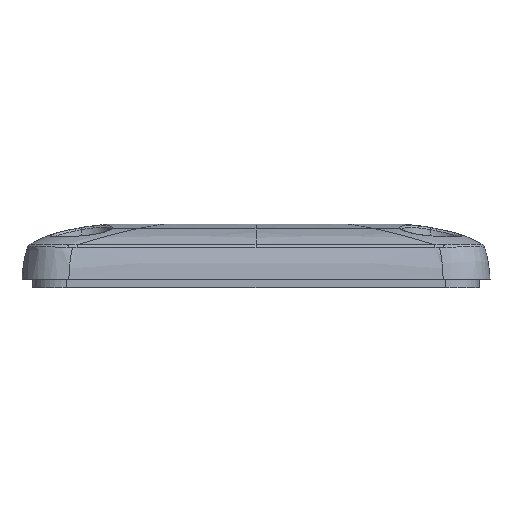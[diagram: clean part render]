
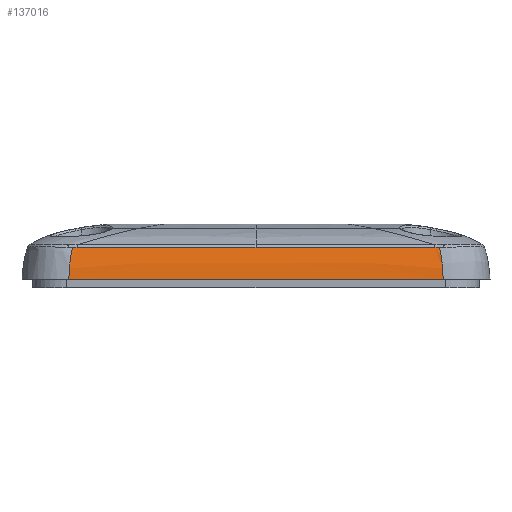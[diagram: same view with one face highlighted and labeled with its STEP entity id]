
A CAD part, left-side view. The second image highlights one B-rep face of the part: STEP entity #137016.
In plain terms, the highlighted free-form (B-spline) face has degree [5, 2] with [6, 3] control points.
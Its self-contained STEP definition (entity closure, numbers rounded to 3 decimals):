
#120308=CARTESIAN_POINT('Vertex',(-55.,-44.,-1.)) ;
#120311=CARTESIAN_POINT('Line Origine',(-55.,0.,-1.)) ;
#120315=CARTESIAN_POINT('Vertex',(-55.,44.,-1.)) ;
#121270=CARTESIAN_POINT('Vertex',(-53.695,-43.156,6.609)) ;
#121276=CARTESIAN_POINT('Control Point',(-55.,-44.,-1.)) ;
#121277=CARTESIAN_POINT('Control Point',(-54.909,-43.936,1.609)) ;
#121278=CARTESIAN_POINT('Control Point',(-54.472,-43.654,4.161)) ;
#121279=CARTESIAN_POINT('Control Point',(-53.695,-43.156,6.609)) ;
#121635=CARTESIAN_POINT('Control Point',(-55.,44.,-1.)) ;
#121636=CARTESIAN_POINT('Control Point',(-54.909,43.936,1.609)) ;
#121637=CARTESIAN_POINT('Control Point',(-54.471,43.653,4.161)) ;
#121638=CARTESIAN_POINT('Control Point',(-53.695,43.156,6.609)) ;
#121639=CARTESIAN_POINT('Vertex',(-53.695,43.156,6.609)) ;
#123360=CARTESIAN_POINT('Vertex',(-53.693,42.071,6.614)) ;
#123385=CARTESIAN_POINT('Control Point',(-53.693,42.071,6.613)) ;
#123386=CARTESIAN_POINT('Control Point',(-53.693,42.293,6.614)) ;
#123387=CARTESIAN_POINT('Control Point',(-53.693,42.511,6.614)) ;
#123388=CARTESIAN_POINT('Control Point',(-53.693,42.726,6.613)) ;
#123389=CARTESIAN_POINT('Control Point',(-53.694,42.941,6.612)) ;
#123390=CARTESIAN_POINT('Control Point',(-53.695,43.156,6.609)) ;
#124631=CARTESIAN_POINT('Vertex',(-53.695,0.,6.602)) ;
#124648=CARTESIAN_POINT('Control Point',(-53.693,42.071,6.614)) ;
#124649=CARTESIAN_POINT('Control Point',(-53.693,41.079,6.613)) ;
#124650=CARTESIAN_POINT('Control Point',(-53.693,40.088,6.613)) ;
#124651=CARTESIAN_POINT('Control Point',(-53.693,39.096,6.612)) ;
#124652=CARTESIAN_POINT('Control Point',(-53.694,30.679,6.608)) ;
#124653=CARTESIAN_POINT('Control Point',(-53.694,22.263,6.605)) ;
#124654=CARTESIAN_POINT('Control Point',(-53.695,14.846,6.603)) ;
#124655=CARTESIAN_POINT('Control Point',(-53.695,7.423,6.602)) ;
#124656=CARTESIAN_POINT('Control Point',(-53.695,0.,6.602)) ;
#127375=CARTESIAN_POINT('Vertex',(-53.693,-42.071,6.613)) ;
#127379=CARTESIAN_POINT('Control Point',(-53.693,-42.071,6.614)) ;
#127380=CARTESIAN_POINT('Control Point',(-53.694,-33.818,6.609)) ;
#127381=CARTESIAN_POINT('Control Point',(-53.694,-25.567,6.606)) ;
#127382=CARTESIAN_POINT('Control Point',(-53.695,-17.335,6.603)) ;
#127383=CARTESIAN_POINT('Control Point',(-53.695,-8.919,6.602)) ;
#127384=CARTESIAN_POINT('Control Point',(-53.695,-0.502,6.602)) ;
#127385=CARTESIAN_POINT('Control Point',(-53.695,-0.335,6.602)) ;
#127386=CARTESIAN_POINT('Control Point',(-53.695,-0.167,6.602)) ;
#127387=CARTESIAN_POINT('Control Point',(-53.695,0.,6.602)) ;
#136790=CARTESIAN_POINT('Control Point',(-53.693,-42.071,6.613)) ;
#136791=CARTESIAN_POINT('Control Point',(-53.693,-42.088,6.613)) ;
#136792=CARTESIAN_POINT('Control Point',(-53.693,-42.106,6.613)) ;
#136793=CARTESIAN_POINT('Control Point',(-53.693,-42.123,6.613)) ;
#136794=CARTESIAN_POINT('Control Point',(-53.693,-42.344,6.614)) ;
#136795=CARTESIAN_POINT('Control Point',(-53.693,-42.562,6.614)) ;
#136796=CARTESIAN_POINT('Control Point',(-53.693,-42.76,6.613)) ;
#136797=CARTESIAN_POINT('Control Point',(-53.694,-42.958,6.612)) ;
#136798=CARTESIAN_POINT('Control Point',(-53.695,-43.156,6.609)) ;
#136989=CARTESIAN_POINT('Control Point',(-55.,55.,-1.)) ;
#136990=CARTESIAN_POINT('Control Point',(-54.851,54.851,3.274)) ;
#136991=CARTESIAN_POINT('Control Point',(-53.5,53.5,7.2)) ;
#136992=CARTESIAN_POINT('Control Point',(-55.,33.,-1.)) ;
#136993=CARTESIAN_POINT('Control Point',(-54.853,32.907,3.205)) ;
#136994=CARTESIAN_POINT('Control Point',(-53.5,32.1,7.2)) ;
#136995=CARTESIAN_POINT('Control Point',(-55.,11.,-1.)) ;
#136996=CARTESIAN_POINT('Control Point',(-54.854,10.968,3.171)) ;
#136997=CARTESIAN_POINT('Control Point',(-53.5,10.7,7.2)) ;
#136998=CARTESIAN_POINT('Control Point',(-55.,-11.,-1.)) ;
#136999=CARTESIAN_POINT('Control Point',(-54.854,-10.968,3.171)) ;
#137000=CARTESIAN_POINT('Control Point',(-53.5,-10.7,7.2)) ;
#137001=CARTESIAN_POINT('Control Point',(-55.,-33.,-1.)) ;
#137002=CARTESIAN_POINT('Control Point',(-54.853,-32.907,3.205)) ;
#137003=CARTESIAN_POINT('Control Point',(-53.5,-32.1,7.2)) ;
#137004=CARTESIAN_POINT('Control Point',(-55.,-55.,-1.)) ;
#137005=CARTESIAN_POINT('Control Point',(-54.851,-54.851,3.274)) ;
#137006=CARTESIAN_POINT('Control Point',(-53.5,-53.5,7.2)) ;
#120312=DIRECTION('Vector Direction',(0.,-1.,0.)) ;
#120313=VECTOR('Line Direction',#120312,1.) ;
#137008=ORIENTED_EDGE('',*,*,#136799,.F.) ;
#137009=ORIENTED_EDGE('',*,*,#127388,.T.) ;
#137010=ORIENTED_EDGE('',*,*,#124657,.F.) ;
#137011=ORIENTED_EDGE('',*,*,#123391,.T.) ;
#137012=ORIENTED_EDGE('',*,*,#121641,.F.) ;
#137013=ORIENTED_EDGE('',*,*,#120317,.T.) ;
#137014=ORIENTED_EDGE('',*,*,#121280,.T.) ;
#137016=ADVANCED_FACE('Plaque 2P\\Plaque_2_Postes',(#137015),#136988,.T.) ;
#121275=B_SPLINE_CURVE_WITH_KNOTS('',3,(#121276,#121277,#121278,#121279),.UNSPECIFIED.,.F.,.U.,(4,4),(0.,13.515),.UNSPECIFIED.) ;
#121634=B_SPLINE_CURVE_WITH_KNOTS('',3,(#121635,#121636,#121637,#121638),.UNSPECIFIED.,.F.,.U.,(4,4),(0.,13.515),.UNSPECIFIED.) ;
#123384=B_SPLINE_CURVE_WITH_KNOTS('',5,(#123385,#123386,#123387,#123388,#123389,#123390),.UNSPECIFIED.,.F.,.U.,(6,6),(155.163,156.825),.UNSPECIFIED.) ;
#124647=B_SPLINE_CURVE_WITH_KNOTS('',5,(#124648,#124649,#124650,#124651,#124652,#124653,#124654,#124655,#124656),.UNSPECIFIED.,.F.,.U.,(6,3,6),(23.919,29.916,74.831),.UNSPECIFIED.) ;
#127378=B_SPLINE_CURVE_WITH_KNOTS('',5,(#127379,#127380,#127381,#127382,#127383,#127384,#127385,#127386,#127387),.UNSPECIFIED.,.F.,.U.,(6,3,6),(24.196,74.109,75.122),.UNSPECIFIED.) ;
#136789=B_SPLINE_CURVE_WITH_KNOTS('',5,(#136790,#136791,#136792,#136793,#136794,#136795,#136796,#136797,#136798),.UNSPECIFIED.,.F.,.U.,(6,3,6),(153.646,153.775,155.311),.UNSPECIFIED.) ;
#136988=B_SPLINE_SURFACE_WITH_KNOTS('',5,2,((#136989,#136990,#136991),(#136992,#136993,#136994),(#136995,#136996,#136997),(#136998,#136999,#137000),(#137001,#137002,#137003),(#137004,#137005,#137006)),.UNSPECIFIED.,.F.,.F.,.U.,(6,6),(3,3),(0.,108.51),(0.,8.47),.UNSPECIFIED.) ;
#120317=EDGE_CURVE('',#120316,#120309,#120314,.T.) ;
#121280=EDGE_CURVE('',#120309,#121271,#121275,.T.) ;
#121641=EDGE_CURVE('',#120316,#121640,#121634,.T.) ;
#123391=EDGE_CURVE('',#123361,#121640,#123384,.T.) ;
#124657=EDGE_CURVE('',#123361,#124632,#124647,.T.) ;
#127388=EDGE_CURVE('',#127376,#124632,#127378,.T.) ;
#136799=EDGE_CURVE('',#127376,#121271,#136789,.T.) ;
#137007=EDGE_LOOP('',(#137008,#137009,#137010,#137011,#137012,#137013,#137014)) ;
#137015=FACE_OUTER_BOUND('',#137007,.T.) ;
#120314=LINE('Line',#120311,#120313) ;
#120309=VERTEX_POINT('',#120308) ;
#120316=VERTEX_POINT('',#120315) ;
#121271=VERTEX_POINT('',#121270) ;
#121640=VERTEX_POINT('',#121639) ;
#123361=VERTEX_POINT('',#123360) ;
#124632=VERTEX_POINT('',#124631) ;
#127376=VERTEX_POINT('',#127375) ;
